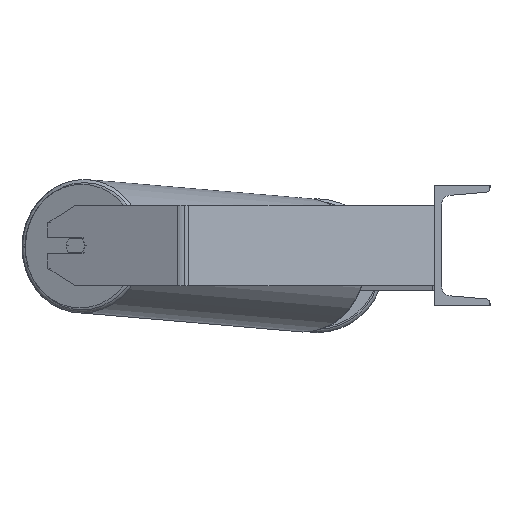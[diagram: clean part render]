
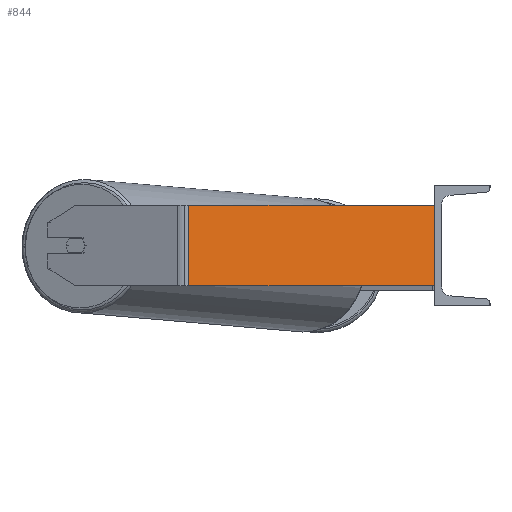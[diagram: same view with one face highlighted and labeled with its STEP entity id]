
A CAD part, left-side view. The second image highlights one B-rep face of the part: STEP entity #844.
In plain terms, the highlighted planar face has unit normal (-0.966, -0.259, 0).
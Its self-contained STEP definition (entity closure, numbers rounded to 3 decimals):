
#10 = VECTOR ( 'NONE', #1013, 1000. ) ;
#190 = DIRECTION ( 'NONE',  ( 0., 0., -1. ) ) ;
#372 = PLANE ( 'NONE',  #4676 ) ;
#469 = CARTESIAN_POINT ( 'NONE',  ( -852.032, 250.167, 40. ) ) ;
#604 = LINE ( 'NONE', #6419, #7380 ) ;
#844 = ADVANCED_FACE ( 'NONE', ( #4639 ), #372, .F. ) ;
#998 = ORIENTED_EDGE ( 'NONE', *, *, #2594, .T. ) ;
#1013 = DIRECTION ( 'NONE',  ( 0.259, -0.966, 0. ) ) ;
#1107 = DIRECTION ( 'NONE',  ( 0.966, 0.259, 0. ) ) ;
#1559 = LINE ( 'NONE', #4422, #2149 ) ;
#1668 = CARTESIAN_POINT ( 'NONE',  ( -850.525, 244.542, 40. ) ) ;
#1729 = CARTESIAN_POINT ( 'NONE',  ( -852.032, 250.167, -40. ) ) ;
#1838 = VERTEX_POINT ( 'NONE', #1668 ) ;
#1912 = ORIENTED_EDGE ( 'NONE', *, *, #3322, .F. ) ;
#1988 = CARTESIAN_POINT ( 'NONE',  ( -785., 0., -40. ) ) ;
#2149 = VECTOR ( 'NONE', #190, 1000. ) ;
#2486 = VERTEX_POINT ( 'NONE', #7319 ) ;
#2594 = EDGE_CURVE ( 'NONE', #5394, #5368, #3152, .T. ) ;
#2845 = DIRECTION ( 'NONE',  ( 0., 0., -1. ) ) ;
#3152 = LINE ( 'NONE', #1729, #10 ) ;
#3322 = EDGE_CURVE ( 'NONE', #2486, #5368, #1559, .T. ) ;
#4034 = EDGE_CURVE ( 'NONE', #1838, #2486, #4741, .T. ) ;
#4089 = EDGE_CURVE ( 'NONE', #1838, #5394, #604, .T. ) ;
#4269 = CARTESIAN_POINT ( 'NONE',  ( -850.525, 244.542, -40. ) ) ;
#4422 = CARTESIAN_POINT ( 'NONE',  ( -785., 0., 40. ) ) ;
#4639 = FACE_OUTER_BOUND ( 'NONE', #7315, .T. ) ;
#4676 = AXIS2_PLACEMENT_3D ( 'NONE', #5290, #1107, #6790 ) ;
#4723 = ORIENTED_EDGE ( 'NONE', *, *, #4034, .F. ) ;
#4741 = LINE ( 'NONE', #469, #6413 ) ;
#5290 = CARTESIAN_POINT ( 'NONE',  ( -852.032, 250.167, 40. ) ) ;
#5368 = VERTEX_POINT ( 'NONE', #1988 ) ;
#5394 = VERTEX_POINT ( 'NONE', #4269 ) ;
#6413 = VECTOR ( 'NONE', #9075, 1000. ) ;
#6419 = CARTESIAN_POINT ( 'NONE',  ( -850.525, 244.542, 40. ) ) ;
#6790 = DIRECTION ( 'NONE',  ( -0.259, 0.966, 0. ) ) ;
#7315 = EDGE_LOOP ( 'NONE', ( #998, #1912, #4723, #7688 ) ) ;
#7319 = CARTESIAN_POINT ( 'NONE',  ( -785., 0., 40. ) ) ;
#7380 = VECTOR ( 'NONE', #2845, 1000. ) ;
#7688 = ORIENTED_EDGE ( 'NONE', *, *, #4089, .T. ) ;
#9075 = DIRECTION ( 'NONE',  ( 0.259, -0.966, 0. ) ) ;
